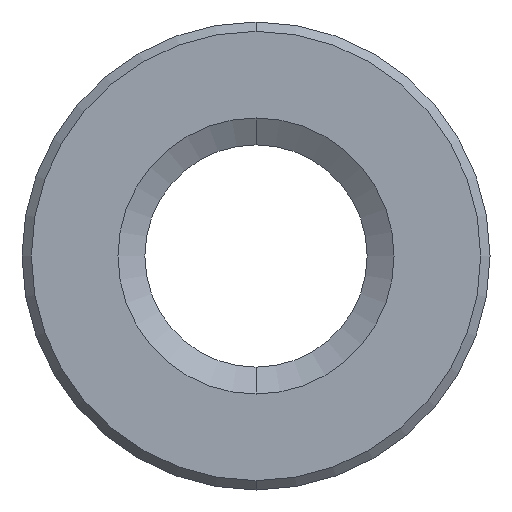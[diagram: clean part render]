
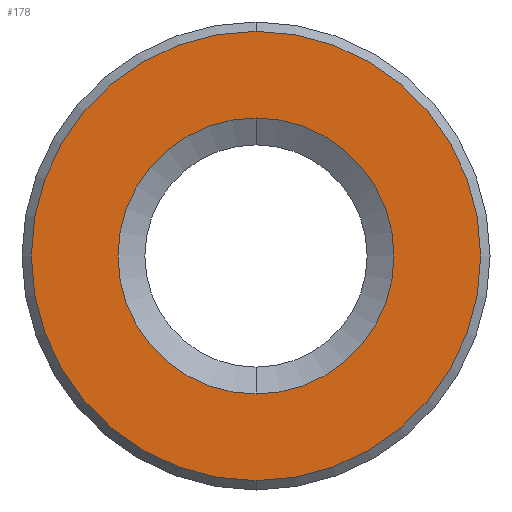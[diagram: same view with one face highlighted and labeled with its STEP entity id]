
A CAD part, front view. The second image highlights one B-rep face of the part: STEP entity #178.
In plain terms, the highlighted planar face has unit normal (0, -1, 0).
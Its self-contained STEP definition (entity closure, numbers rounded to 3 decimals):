
#11 = CARTESIAN_POINT ( 'NONE',  ( 0., 0., -9.6 ) ) ;
#16 = FACE_OUTER_BOUND ( 'NONE', #219, .T. ) ;
#20 = EDGE_CURVE ( 'NONE', #647, #634, #492, .T. ) ;
#54 = CARTESIAN_POINT ( 'NONE',  ( 0., 0., 0. ) ) ;
#59 = ORIENTED_EDGE ( 'NONE', *, *, #20, .T. ) ;
#73 = DIRECTION ( 'NONE',  ( 0., 1., 0. ) ) ;
#94 = AXIS2_PLACEMENT_3D ( 'NONE', #54, #449, #451 ) ;
#107 = DIRECTION ( 'NONE',  ( 0., -1., 0. ) ) ;
#135 = CARTESIAN_POINT ( 'NONE',  ( 0., 0., 0. ) ) ;
#146 = CARTESIAN_POINT ( 'NONE',  ( 0., 0., 0. ) ) ;
#178 = ADVANCED_FACE ( 'NONE', ( #16, #381 ), #464, .F. ) ;
#189 = EDGE_CURVE ( 'NONE', #417, #627, #633, .T. ) ;
#199 = DIRECTION ( 'NONE',  ( 0., 0., 1. ) ) ;
#209 = EDGE_LOOP ( 'NONE', ( #710, #359 ) ) ;
#219 = EDGE_LOOP ( 'NONE', ( #550, #59 ) ) ;
#240 = CARTESIAN_POINT ( 'NONE',  ( 0., 0., 5.9 ) ) ;
#275 = AXIS2_PLACEMENT_3D ( 'NONE', #301, #701, #595 ) ;
#301 = CARTESIAN_POINT ( 'NONE',  ( 0., 0., 0. ) ) ;
#304 = AXIS2_PLACEMENT_3D ( 'NONE', #733, #107, #438 ) ;
#314 = EDGE_CURVE ( 'NONE', #634, #647, #366, .T. ) ;
#359 = ORIENTED_EDGE ( 'NONE', *, *, #474, .F. ) ;
#366 = CIRCLE ( 'NONE', #483, 9.6 ) ;
#381 = FACE_BOUND ( 'NONE', #209, .T. ) ;
#417 = VERTEX_POINT ( 'NONE', #547 ) ;
#438 = DIRECTION ( 'NONE',  ( 0., 0., -1. ) ) ;
#449 = DIRECTION ( 'NONE',  ( 0., -1., 0. ) ) ;
#451 = DIRECTION ( 'NONE',  ( 0., 0., 1. ) ) ;
#464 = PLANE ( 'NONE',  #615 ) ;
#474 = EDGE_CURVE ( 'NONE', #627, #417, #632, .T. ) ;
#483 = AXIS2_PLACEMENT_3D ( 'NONE', #146, #590, #199 ) ;
#492 = CIRCLE ( 'NONE', #94, 9.6 ) ;
#547 = CARTESIAN_POINT ( 'NONE',  ( 0., 0., -5.9 ) ) ;
#550 = ORIENTED_EDGE ( 'NONE', *, *, #314, .T. ) ;
#587 = DIRECTION ( 'NONE',  ( 0., 0., 1. ) ) ;
#590 = DIRECTION ( 'NONE',  ( 0., -1., 0. ) ) ;
#595 = DIRECTION ( 'NONE',  ( 0., 0., -1. ) ) ;
#615 = AXIS2_PLACEMENT_3D ( 'NONE', #135, #73, #587 ) ;
#627 = VERTEX_POINT ( 'NONE', #240 ) ;
#632 = CIRCLE ( 'NONE', #304, 5.9 ) ;
#633 = CIRCLE ( 'NONE', #275, 5.9 ) ;
#634 = VERTEX_POINT ( 'NONE', #678 ) ;
#647 = VERTEX_POINT ( 'NONE', #11 ) ;
#678 = CARTESIAN_POINT ( 'NONE',  ( 0., 0., 9.6 ) ) ;
#701 = DIRECTION ( 'NONE',  ( 0., -1., 0. ) ) ;
#710 = ORIENTED_EDGE ( 'NONE', *, *, #189, .F. ) ;
#733 = CARTESIAN_POINT ( 'NONE',  ( 0., 0., 0. ) ) ;
